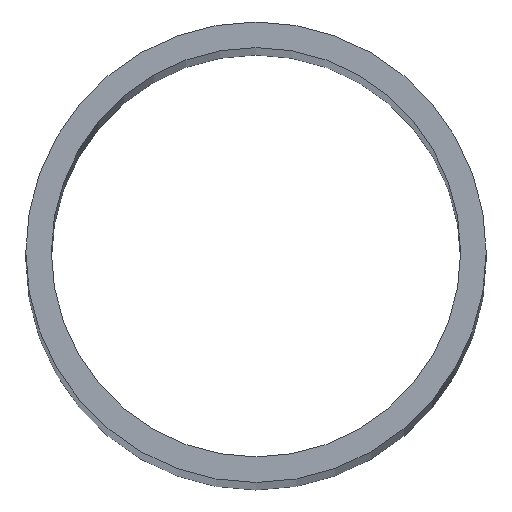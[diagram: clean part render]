
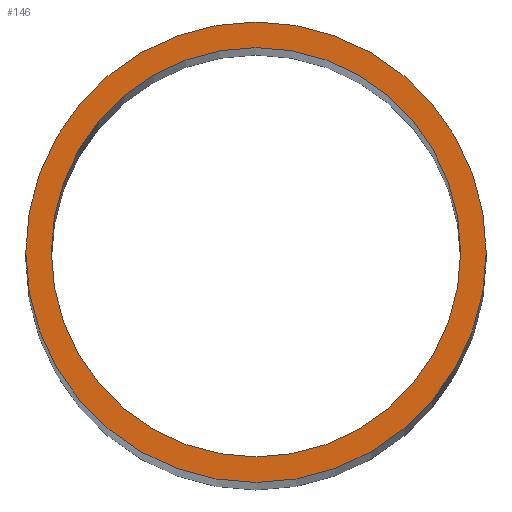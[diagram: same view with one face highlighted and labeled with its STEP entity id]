
A CAD part, top view. The second image highlights one B-rep face of the part: STEP entity #146.
In plain terms, the highlighted planar face has unit normal (0, 0, 1).
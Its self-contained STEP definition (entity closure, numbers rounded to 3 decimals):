
#1 = CARTESIAN_POINT ( 'NONE',  ( -8., 0., 167.9 ) ) ;
#3 = FACE_OUTER_BOUND ( 'NONE', #203, .T. ) ;
#10 = DIRECTION ( 'NONE',  ( 1., 0., 0. ) ) ;
#17 = VERTEX_POINT ( 'NONE', #23 ) ;
#23 = CARTESIAN_POINT ( 'NONE',  ( 8., 0., 167.9 ) ) ;
#25 = DIRECTION ( 'NONE',  ( 1., 0., 0. ) ) ;
#30 = AXIS2_PLACEMENT_3D ( 'NONE', #234, #112, #192 ) ;
#34 = ORIENTED_EDGE ( 'NONE', *, *, #83, .F. ) ;
#43 = AXIS2_PLACEMENT_3D ( 'NONE', #193, #103, #194 ) ;
#60 = CARTESIAN_POINT ( 'NONE',  ( 0., 0., 167.9 ) ) ;
#65 = DIRECTION ( 'NONE',  ( 0., 0., 1. ) ) ;
#67 = CIRCLE ( 'NONE', #201, 9. ) ;
#83 = EDGE_CURVE ( 'NONE', #17, #148, #239, .T. ) ;
#84 = FACE_BOUND ( 'NONE', #163, .T. ) ;
#89 = CARTESIAN_POINT ( 'NONE',  ( 9., 0., 167.9 ) ) ;
#96 = CARTESIAN_POINT ( 'NONE',  ( -9., 0., 167.9 ) ) ;
#97 = AXIS2_PLACEMENT_3D ( 'NONE', #232, #133, #25 ) ;
#102 = EDGE_CURVE ( 'NONE', #181, #115, #113, .T. ) ;
#103 = DIRECTION ( 'NONE',  ( 0., 0., 1. ) ) ;
#107 = AXIS2_PLACEMENT_3D ( 'NONE', #169, #65, #130 ) ;
#112 = DIRECTION ( 'NONE',  ( 0., 0., 1. ) ) ;
#113 = CIRCLE ( 'NONE', #43, 9. ) ;
#115 = VERTEX_POINT ( 'NONE', #96 ) ;
#116 = EDGE_CURVE ( 'NONE', #148, #17, #180, .T. ) ;
#125 = DIRECTION ( 'NONE',  ( 0., 0., 1. ) ) ;
#130 = DIRECTION ( 'NONE',  ( 1., 0., 0. ) ) ;
#133 = DIRECTION ( 'NONE',  ( 0., 0., 1. ) ) ;
#141 = ORIENTED_EDGE ( 'NONE', *, *, #161, .T. ) ;
#146 = ADVANCED_FACE ( 'NONE', ( #3, #84 ), #237, .T. ) ;
#148 = VERTEX_POINT ( 'NONE', #1 ) ;
#161 = EDGE_CURVE ( 'NONE', #115, #181, #67, .T. ) ;
#163 = EDGE_LOOP ( 'NONE', ( #202, #34 ) ) ;
#169 = CARTESIAN_POINT ( 'NONE',  ( 0., 0., 167.9 ) ) ;
#180 = CIRCLE ( 'NONE', #97, 8. ) ;
#181 = VERTEX_POINT ( 'NONE', #89 ) ;
#192 = DIRECTION ( 'NONE',  ( 1., 0., 0. ) ) ;
#193 = CARTESIAN_POINT ( 'NONE',  ( 0., 0., 167.9 ) ) ;
#194 = DIRECTION ( 'NONE',  ( 1., 0., 0. ) ) ;
#201 = AXIS2_PLACEMENT_3D ( 'NONE', #60, #125, #10 ) ;
#202 = ORIENTED_EDGE ( 'NONE', *, *, #116, .F. ) ;
#203 = EDGE_LOOP ( 'NONE', ( #141, #206 ) ) ;
#206 = ORIENTED_EDGE ( 'NONE', *, *, #102, .T. ) ;
#232 = CARTESIAN_POINT ( 'NONE',  ( 0., 0., 167.9 ) ) ;
#234 = CARTESIAN_POINT ( 'NONE',  ( 0., 0., 167.9 ) ) ;
#237 = PLANE ( 'NONE',  #107 ) ;
#239 = CIRCLE ( 'NONE', #30, 8. ) ;
